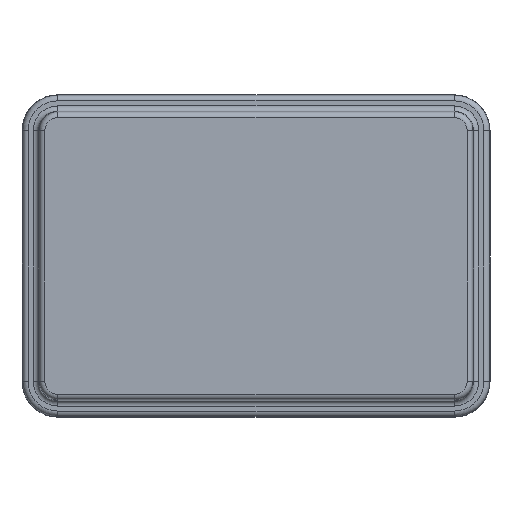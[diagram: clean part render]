
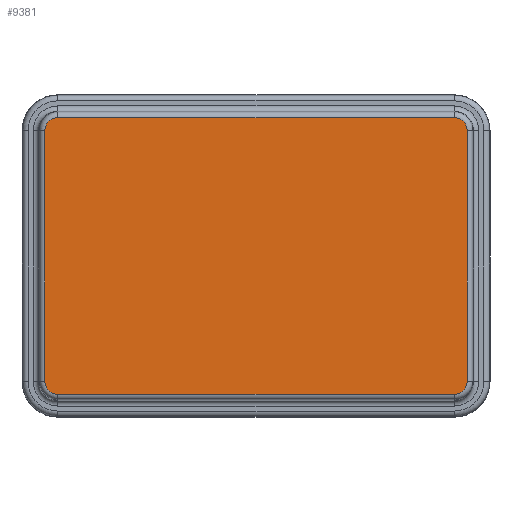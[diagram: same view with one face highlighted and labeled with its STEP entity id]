
A CAD part, top view. The second image highlights one B-rep face of the part: STEP entity #9381.
In plain terms, the highlighted planar face has unit normal (0, 0, 1).
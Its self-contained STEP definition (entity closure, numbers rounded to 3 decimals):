
#7858=DIRECTION('',(0.,1.,0.));
#7859=VECTOR('',#7858,68.9);
#7860=CARTESIAN_POINT('',(-57.987,-34.45,15.));
#7861=LINE('',#7860,#7859);
#7862=CARTESIAN_POINT('',(-54.45,34.45,15.));
#7863=DIRECTION('',(0.,0.,-1.));
#7864=DIRECTION('',(-1.,0.,0.));
#7865=AXIS2_PLACEMENT_3D('',#7862,#7863,#7864);
#7867=DIRECTION('',(1.,0.,0.));
#7868=VECTOR('',#7867,108.9);
#7869=CARTESIAN_POINT('',(-54.45,37.987,15.));
#7870=LINE('',#7869,#7868);
#7871=CARTESIAN_POINT('',(54.45,-34.45,15.));
#7872=DIRECTION('',(0.,0.,-1.));
#7873=DIRECTION('',(1.,0.,0.));
#7874=AXIS2_PLACEMENT_3D('',#7871,#7872,#7873);
#7881=CARTESIAN_POINT('',(54.45,34.45,15.));
#7882=DIRECTION('',(0.,0.,1.));
#7883=DIRECTION('',(1.,0.,0.));
#7884=AXIS2_PLACEMENT_3D('',#7881,#7882,#7883);
#7896=DIRECTION('',(0.,1.,0.));
#7897=VECTOR('',#7896,68.9);
#7898=CARTESIAN_POINT('',(57.987,-34.45,15.));
#7899=LINE('',#7898,#7897);
#7976=DIRECTION('',(1.,0.,0.));
#7977=VECTOR('',#7976,108.9);
#7978=CARTESIAN_POINT('',(-54.45,-37.987,15.));
#7979=LINE('',#7978,#7977);
#7994=CARTESIAN_POINT('',(-54.45,-34.45,15.));
#7995=DIRECTION('',(0.,0.,1.));
#7996=DIRECTION('',(-1.,0.,0.));
#7997=AXIS2_PLACEMENT_3D('',#7994,#7995,#7996);
#8297=CARTESIAN_POINT('',(-57.987,34.45,15.));
#8298=CARTESIAN_POINT('',(-54.45,37.987,15.));
#8299=VERTEX_POINT('',#8297);
#8300=VERTEX_POINT('',#8298);
#8301=CARTESIAN_POINT('',(57.987,-34.45,15.));
#8302=CARTESIAN_POINT('',(54.45,-37.987,15.));
#8303=VERTEX_POINT('',#8301);
#8304=VERTEX_POINT('',#8302);
#8305=CARTESIAN_POINT('',(57.987,34.45,15.));
#8306=CARTESIAN_POINT('',(54.45,37.987,15.));
#8307=VERTEX_POINT('',#8305);
#8308=VERTEX_POINT('',#8306);
#8309=CARTESIAN_POINT('',(-57.987,-34.45,15.));
#8310=CARTESIAN_POINT('',(-54.45,-37.987,15.));
#8311=VERTEX_POINT('',#8309);
#8312=VERTEX_POINT('',#8310);
#9361=CARTESIAN_POINT('',(57.987,34.45,15.));
#9362=DIRECTION('',(0.,0.,1.));
#9363=DIRECTION('',(-1.,0.,0.));
#9364=AXIS2_PLACEMENT_3D('',#9361,#9362,#9363);
#9365=PLANE('',#9364);
#9366=ORIENTED_EDGE('',*,*,#9323,.T.);
#9367=ORIENTED_EDGE('',*,*,#9338,.T.);
#9368=ORIENTED_EDGE('',*,*,#9351,.T.);
#9370=ORIENTED_EDGE('',*,*,#9369,.F.);
#9372=ORIENTED_EDGE('',*,*,#9371,.F.);
#9374=ORIENTED_EDGE('',*,*,#9373,.T.);
#9376=ORIENTED_EDGE('',*,*,#9375,.F.);
#9378=ORIENTED_EDGE('',*,*,#9377,.F.);
#9379=EDGE_LOOP('',(#9366,#9367,#9368,#9370,#9372,#9374,#9376,#9378));
#9380=FACE_OUTER_BOUND('',#9379,.F.);
#9381=ADVANCED_FACE('',(#9380),#9365,.T.);
#7866=CIRCLE('',#7865,3.537);
#7875=CIRCLE('',#7874,3.537);
#7885=CIRCLE('',#7884,3.537);
#7998=CIRCLE('',#7997,3.537);
#9323=EDGE_CURVE('',#8311,#8299,#7861,.T.);
#9338=EDGE_CURVE('',#8299,#8300,#7866,.T.);
#9351=EDGE_CURVE('',#8300,#8308,#7870,.T.);
#9369=EDGE_CURVE('',#8307,#8308,#7885,.T.);
#9371=EDGE_CURVE('',#8303,#8307,#7899,.T.);
#9373=EDGE_CURVE('',#8303,#8304,#7875,.T.);
#9375=EDGE_CURVE('',#8312,#8304,#7979,.T.);
#9377=EDGE_CURVE('',#8311,#8312,#7998,.T.);
